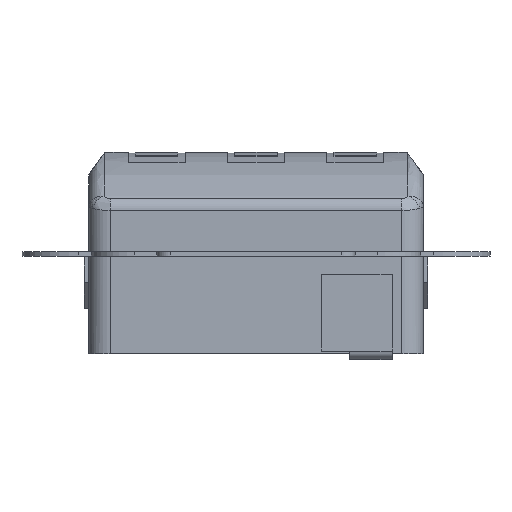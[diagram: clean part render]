
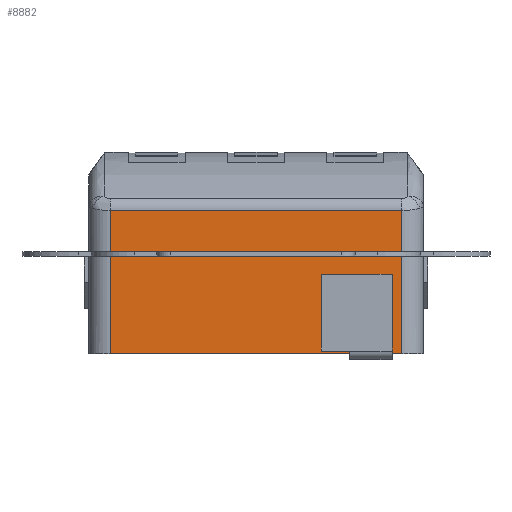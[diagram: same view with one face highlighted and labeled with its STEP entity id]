
A CAD part, left-side view. The second image highlights one B-rep face of the part: STEP entity #8882.
In plain terms, the highlighted planar face has unit normal (-1, 0, 0).
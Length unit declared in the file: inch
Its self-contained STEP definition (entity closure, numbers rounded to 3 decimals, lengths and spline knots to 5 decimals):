
#1026 = AXIS2_PLACEMENT_3D ( 'NONE', #3044, #10144, #4068 ) ;
#1033 = EDGE_LOOP ( 'NONE', ( #4884, #9655, #11010, #7886 ) ) ;
#1273 = CARTESIAN_POINT ( 'NONE',  ( -0.21594, 0.20228, 0.19685 ) ) ;
#1807 = VERTEX_POINT ( 'NONE', #6531 ) ;
#2305 = DIRECTION ( 'NONE',  ( 0., 0., -1. ) ) ;
#2996 = CARTESIAN_POINT ( 'NONE',  ( -0.21594, -0.20228, -0.08268 ) ) ;
#3044 = CARTESIAN_POINT ( 'NONE',  ( -0.21594, 0.23228, 0.19685 ) ) ;
#3178 = LINE ( 'NONE', #2996, #8595 ) ;
#3888 = LINE ( 'NONE', #1273, #6243 ) ;
#3944 = CARTESIAN_POINT ( 'NONE',  ( -0.21594, 0.20228, 0.11646 ) ) ;
#4068 = DIRECTION ( 'NONE',  ( 0., 0., -1. ) ) ;
#4884 = ORIENTED_EDGE ( 'NONE', *, *, #12590, .T. ) ;
#5042 = PLANE ( 'NONE',  #1026 ) ;
#5224 = LINE ( 'NONE', #10885, #10299 ) ;
#5569 = CARTESIAN_POINT ( 'NONE',  ( -0.21594, 0.20228, -0.08268 ) ) ;
#6243 = VECTOR ( 'NONE', #2305, 39.37008 ) ;
#6452 = CARTESIAN_POINT ( 'NONE',  ( -0.21594, -0.20228, 0.11646 ) ) ;
#6531 = CARTESIAN_POINT ( 'NONE',  ( -0.21594, -0.20228, -0.08268 ) ) ;
#6678 = FACE_OUTER_BOUND ( 'NONE', #1033, .T. ) ;
#7016 = DIRECTION ( 'NONE',  ( 0., 1., 0. ) ) ;
#7069 = DIRECTION ( 'NONE',  ( 0., 0., 1. ) ) ;
#7814 = EDGE_CURVE ( 'NONE', #9959, #7934, #3888, .T. ) ;
#7886 = ORIENTED_EDGE ( 'NONE', *, *, #9252, .T. ) ;
#7934 = VERTEX_POINT ( 'NONE', #5569 ) ;
#8088 = LINE ( 'NONE', #13122, #12063 ) ;
#8595 = VECTOR ( 'NONE', #7016, 39.37008 ) ;
#8882 = ADVANCED_FACE ( 'NONE', ( #6678 ), #5042, .F. ) ;
#8949 = DIRECTION ( 'NONE',  ( 0., 1., 0. ) ) ;
#9021 = VERTEX_POINT ( 'NONE', #6452 ) ;
#9252 = EDGE_CURVE ( 'NONE', #1807, #9021, #8088, .T. ) ;
#9655 = ORIENTED_EDGE ( 'NONE', *, *, #7814, .T. ) ;
#9959 = VERTEX_POINT ( 'NONE', #3944 ) ;
#10144 = DIRECTION ( 'NONE',  ( 1., 0., 0. ) ) ;
#10299 = VECTOR ( 'NONE', #8949, 39.37008 ) ;
#10885 = CARTESIAN_POINT ( 'NONE',  ( -0.21594, 0.23228, 0.11646 ) ) ;
#11010 = ORIENTED_EDGE ( 'NONE', *, *, #12116, .F. ) ;
#12063 = VECTOR ( 'NONE', #7069, 39.37008 ) ;
#12116 = EDGE_CURVE ( 'NONE', #1807, #7934, #3178, .T. ) ;
#12590 = EDGE_CURVE ( 'NONE', #9021, #9959, #5224, .T. ) ;
#13122 = CARTESIAN_POINT ( 'NONE',  ( -0.21594, -0.20228, 0.19685 ) ) ;
